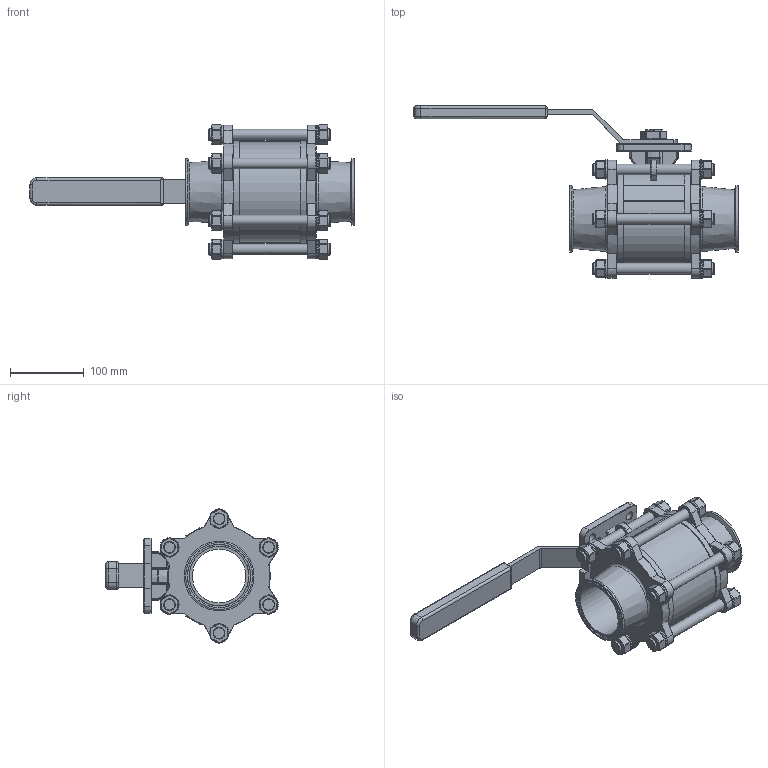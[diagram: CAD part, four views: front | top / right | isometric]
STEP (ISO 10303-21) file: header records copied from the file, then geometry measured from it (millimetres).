
FILE_DESCRIPTION(/* description */ (''),/* implementation_level */ '2;1');
FILE_NAME(/* name */ '384330TEF4.stp',/* time_stamp */ '2022-06-20T14:32:24-04:00',/* author */ ('ken'),/* organization */ (''),/* preprocessor_version */ 'ST-DEVELOPER v18.1',/* originating_system */ 'Autodesk Inventor 2020',/* authorisation */ '');
FILE_SCHEMA (('AUTOMOTIVE_DESIGN { 1 0 10303 214 3 1 1 }'));
Length unit declared in the file: inch
Products named in the file (8): 384330TEF4; 3.0 TEF4 BODY; 3.0 TEF4 CLAMP CONNECTION; 3.0 TEF4 BOLT; 3.0 TEF4 WASHER; 3.0 TEF4 NUT; 3.0 TEF4 HANDLE; 3.0 TEF4 HANDLE NUT
Assembly tree (35 placements, depth 2):
  384330TEF4
    3.0 TEF4 BODY
    3.0 TEF4 CLAMP CONNECTION  x2
    3.0 TEF4 BOLT  x6
    3.0 TEF4 WASHER  x12
    3.0 TEF4 NUT  x12
    3.0 TEF4 HANDLE
    3.0 TEF4 HANDLE NUT
Bounding box: 440.68 x 234.37 x 182.28 mm (x, y, z)
Volume: 2070963.7 mm3; surface area: 387198.4 mm2
Topology: 35 solids, 35 shells, 1840 faces, 4451 edges, 2751 vertices
Faces by surface type: plane 1151, bspline 296, cylinder 186, cone 137, torus 62, sphere 8
Full cylindrical faces by diameter (mm): 9.525 x4, 11.112 x4, 14.097 x12, 14.478 x6, 15.748 x12, 17.462 x14, 19.863 x1, 44.45 x1, 72.898 x3, 90.907 x2, 131.762 x2, 139.37 x2
Entity records: 38092 total; most frequent: CARTESIAN_POINT 11385, ORIENTED_EDGE 5788, DIRECTION 4374, EDGE_CURVE 2894, VERTEX_POINT 1860, LINE 1824, VECTOR 1824, AXIS2_PLACEMENT_3D 1275
